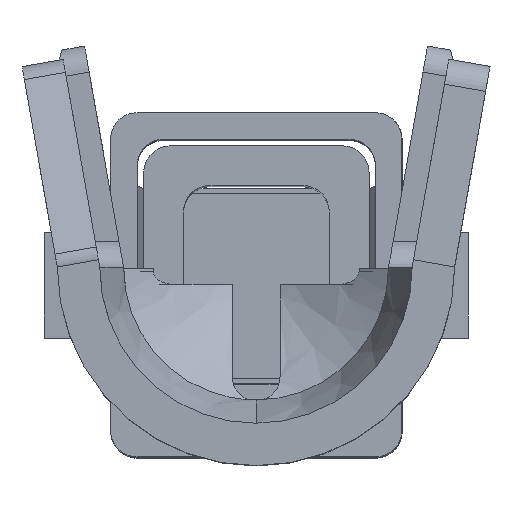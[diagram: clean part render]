
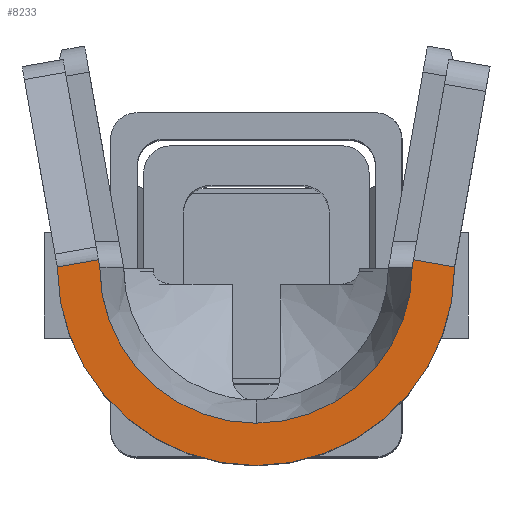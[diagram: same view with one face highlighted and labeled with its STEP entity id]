
A CAD part, top view. The second image highlights one B-rep face of the part: STEP entity #8233.
In plain terms, the highlighted planar face has unit normal (0, 0, 1).
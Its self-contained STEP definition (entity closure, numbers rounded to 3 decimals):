
#7961=AXIS2_PLACEMENT_3D('Circle Axis2P3D',#7959,#7960,$) ;
#8004=AXIS2_PLACEMENT_3D('Circle Axis2P3D',#8002,#8003,$) ;
#8067=AXIS2_PLACEMENT_3D('Circle Axis2P3D',#8065,#8066,$) ;
#8197=AXIS2_PLACEMENT_3D('Plane Axis2P3D',#8194,#8195,#8196) ;
#8201=AXIS2_PLACEMENT_3D('Circle Axis2P3D',#8199,#8200,$) ;
#7935=CARTESIAN_POINT('Vertex',(1.767,0.,18.838)) ;
#7956=CARTESIAN_POINT('Vertex',(3.267,1.5,18.839)) ;
#7959=CARTESIAN_POINT('Axis2P3D Location',(1.767,1.5,18.838)) ;
#8002=CARTESIAN_POINT('Axis2P3D Location',(1.767,1.5,18.838)) ;
#8006=CARTESIAN_POINT('Vertex',(2.947,1.5,18.839)) ;
#8008=CARTESIAN_POINT('Vertex',(1.767,0.32,18.838)) ;
#8062=CARTESIAN_POINT('Vertex',(0.587,1.5,18.838)) ;
#8065=CARTESIAN_POINT('Axis2P3D Location',(1.767,1.5,18.838)) ;
#8172=CARTESIAN_POINT('Vertex',(2.957,1.555,18.839)) ;
#8177=CARTESIAN_POINT('Line Origine',(3.112,1.527,18.839)) ;
#8194=CARTESIAN_POINT('Axis2P3D Location',(3.267,1.5,18.839)) ;
#8199=CARTESIAN_POINT('Axis2P3D Location',(1.767,1.5,18.838)) ;
#8203=CARTESIAN_POINT('Vertex',(0.267,1.5,18.838)) ;
#8206=CARTESIAN_POINT('Line Origine',(2.952,1.527,18.839)) ;
#8211=CARTESIAN_POINT('Line Origine',(0.582,1.527,18.838)) ;
#8215=CARTESIAN_POINT('Vertex',(0.577,1.555,18.838)) ;
#8218=CARTESIAN_POINT('Line Origine',(0.422,1.527,18.838)) ;
#7960=DIRECTION('Axis2P3D Direction',(0.,0.,1.)) ;
#8003=DIRECTION('Axis2P3D Direction',(0.,0.,1.)) ;
#8066=DIRECTION('Axis2P3D Direction',(0.,0.,1.)) ;
#8178=DIRECTION('Vector Direction',(-0.985,0.174,0.)) ;
#8195=DIRECTION('Axis2P3D Direction',(0.,0.,1.)) ;
#8196=DIRECTION('Axis2P3D XDirection',(0.,1.,0.)) ;
#8200=DIRECTION('Axis2P3D Direction',(0.,0.,1.)) ;
#8207=DIRECTION('Vector Direction',(-0.174,-0.985,0.)) ;
#8212=DIRECTION('Vector Direction',(-0.174,0.985,0.)) ;
#8219=DIRECTION('Vector Direction',(-0.985,-0.174,0.)) ;
#8179=VECTOR('Line Direction',#8178,1.) ;
#8208=VECTOR('Line Direction',#8207,1.) ;
#8213=VECTOR('Line Direction',#8212,1.) ;
#8220=VECTOR('Line Direction',#8219,1.) ;
#8224=ORIENTED_EDGE('',*,*,#8205,.F.) ;
#8225=ORIENTED_EDGE('',*,*,#7963,.F.) ;
#8226=ORIENTED_EDGE('',*,*,#8181,.T.) ;
#8227=ORIENTED_EDGE('',*,*,#8210,.T.) ;
#8228=ORIENTED_EDGE('',*,*,#8010,.T.) ;
#8229=ORIENTED_EDGE('',*,*,#8069,.T.) ;
#8230=ORIENTED_EDGE('',*,*,#8217,.T.) ;
#8231=ORIENTED_EDGE('',*,*,#8222,.T.) ;
#8233=ADVANCED_FACE('TU KO DFFC.1',(#8232),#8198,.T.) ;
#7962=CIRCLE('generated circle',#7961,1.5) ;
#8005=CIRCLE('generated circle',#8004,1.18) ;
#8068=CIRCLE('generated circle',#8067,1.18) ;
#8202=CIRCLE('generated circle',#8201,1.5) ;
#7963=EDGE_CURVE('',#7957,#7936,#7962,.F.) ;
#8010=EDGE_CURVE('',#8007,#8009,#8005,.F.) ;
#8069=EDGE_CURVE('',#8009,#8063,#8068,.F.) ;
#8181=EDGE_CURVE('',#7957,#8173,#8180,.T.) ;
#8205=EDGE_CURVE('',#7936,#8204,#8202,.F.) ;
#8210=EDGE_CURVE('',#8173,#8007,#8209,.T.) ;
#8217=EDGE_CURVE('',#8063,#8216,#8214,.T.) ;
#8222=EDGE_CURVE('',#8216,#8204,#8221,.T.) ;
#8223=EDGE_LOOP('',(#8224,#8225,#8226,#8227,#8228,#8229,#8230,#8231)) ;
#8232=FACE_OUTER_BOUND('',#8223,.T.) ;
#8180=LINE('Line',#8177,#8179) ;
#8209=LINE('Line',#8206,#8208) ;
#8214=LINE('Line',#8211,#8213) ;
#8221=LINE('Line',#8218,#8220) ;
#8198=PLANE('',#8197) ;
#7936=VERTEX_POINT('',#7935) ;
#7957=VERTEX_POINT('',#7956) ;
#8007=VERTEX_POINT('',#8006) ;
#8009=VERTEX_POINT('',#8008) ;
#8063=VERTEX_POINT('',#8062) ;
#8173=VERTEX_POINT('',#8172) ;
#8204=VERTEX_POINT('',#8203) ;
#8216=VERTEX_POINT('',#8215) ;
